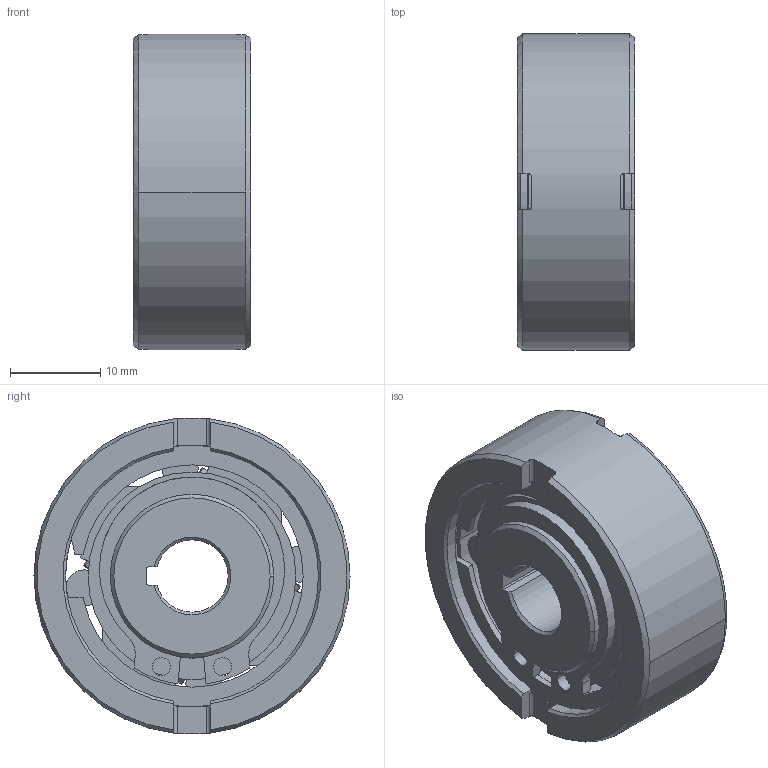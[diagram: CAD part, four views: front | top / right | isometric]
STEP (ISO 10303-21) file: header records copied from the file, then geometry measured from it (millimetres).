
FILE_DESCRIPTION((''),'2;1');
FILE_NAME('FREILAUF_ASNU8_ASM','2025-05-06T10:48:20',('Administrator'),(''),'CREO PARAMETRIC BY PTC INC, 2020414','CREO PARAMETRIC BY PTC INC, 2020414','');
FILE_SCHEMA(('AUTOMOTIVE_DESIGN { 1 0 10303 214 1 1 1 1 }'));
Length unit declared in the file: millimetre
Products named in the file (11): STERN_ASNU8_NICO_1; DRUCKBOLZEN_AS8_1; DRUCKFEDER_AS8_5_1; ANFED_KPL_AS8_6_AS8_5_ASM_1_ASM; ROLLE_4X6_1; A-RING_ASNU12_NICO_1; SCHEIBE_ASNU12_NICO_1; ESB29_NICO_1; DIN471_18X1_2_NICO_1; FREILAUF_ASNU8_NICO_ASM_1_ASM; FREILAUF_ASNU8_ASM
Assembly tree (19 placements, depth 4):
  FREILAUF_ASNU8_ASM
    FREILAUF_ASNU8_NICO_ASM_1_ASM
      STERN_ASNU8_NICO_1
      ANFED_KPL_AS8_6_AS8_5_ASM_1_ASM  x4
        DRUCKBOLZEN_AS8_1
        DRUCKFEDER_AS8_5_1
      ROLLE_4X6_1  x4
      A-RING_ASNU12_NICO_1
      SCHEIBE_ASNU12_NICO_1  x2
      ESB29_NICO_1  x2
      DIN471_18X1_2_NICO_1  x2
Bounding box: 13 x 35 x 34.98 mm (x, y, z)
Volume: 8987.8 mm3; surface area: 8789.3 mm2
Topology: 20 solids, 20 shells, 272 faces, 710 edges, 480 vertices
Faces by surface type: cylinder 105, plane 93, cone 42, bspline 24, torus 8
Entity records: 7940 total; most frequent: CARTESIAN_POINT 2671, DIRECTION 1039, ORIENTED_EDGE 932, EDGE_CURVE 466, AXIS2_PLACEMENT_3D 427, VERTEX_POINT 321, CIRCLE 207, VECTOR 185
